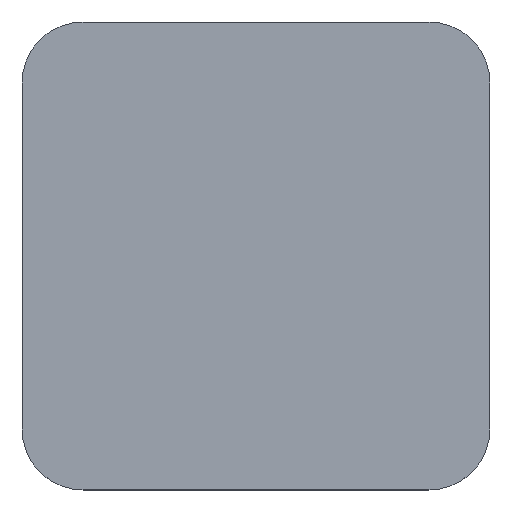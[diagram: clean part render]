
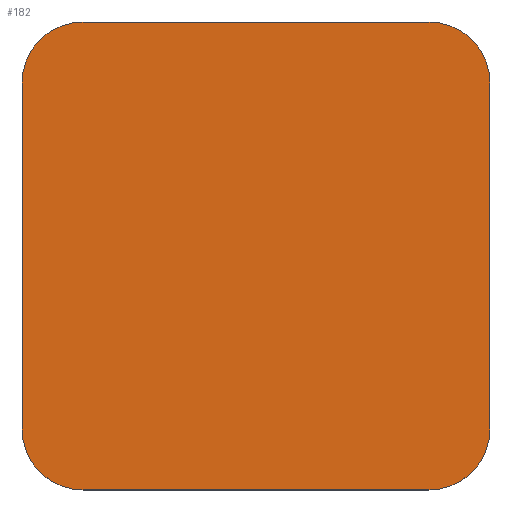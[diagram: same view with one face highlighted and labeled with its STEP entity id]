
A CAD part, top view. The second image highlights one B-rep face of the part: STEP entity #182.
In plain terms, the highlighted planar face has unit normal (0, 0, 1).
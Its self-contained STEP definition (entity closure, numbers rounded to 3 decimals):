
#20=PLANE('',#214);
#30=FACE_OUTER_BOUND('',#40,.T.);
#40=EDGE_LOOP('',(#161,#162,#163,#164,#165,#166,#167,#168));
#45=LINE('',#284,#61);
#51=LINE('',#304,#67);
#54=LINE('',#312,#70);
#56=LINE('',#318,#72);
#61=VECTOR('',#229,10.);
#67=VECTOR('',#249,10.);
#70=VECTOR('',#258,10.);
#72=VECTOR('',#266,10.);
#73=CIRCLE('',#198,7.);
#78=CIRCLE('',#206,7.);
#79=CIRCLE('',#209,7.);
#80=CIRCLE('',#212,7.);
#81=VERTEX_POINT('',#271);
#82=VERTEX_POINT('',#272);
#86=VERTEX_POINT('',#282);
#92=VERTEX_POINT('',#298);
#93=VERTEX_POINT('',#302);
#94=VERTEX_POINT('',#306);
#95=VERTEX_POINT('',#310);
#96=VERTEX_POINT('',#314);
#97=EDGE_CURVE('',#81,#82,#73,.T.);
#103=EDGE_CURVE('',#81,#86,#45,.T.);
#110=EDGE_CURVE('',#92,#86,#78,.T.);
#113=EDGE_CURVE('',#92,#93,#51,.T.);
#114=EDGE_CURVE('',#94,#93,#79,.T.);
#117=EDGE_CURVE('',#94,#95,#54,.T.);
#118=EDGE_CURVE('',#96,#95,#80,.T.);
#120=EDGE_CURVE('',#96,#82,#56,.T.);
#161=ORIENTED_EDGE('',*,*,#97,.F.);
#162=ORIENTED_EDGE('',*,*,#103,.T.);
#163=ORIENTED_EDGE('',*,*,#110,.F.);
#164=ORIENTED_EDGE('',*,*,#113,.T.);
#165=ORIENTED_EDGE('',*,*,#114,.F.);
#166=ORIENTED_EDGE('',*,*,#117,.T.);
#167=ORIENTED_EDGE('',*,*,#118,.F.);
#168=ORIENTED_EDGE('',*,*,#120,.T.);
#182=ADVANCED_FACE('',(#30),#20,.T.);
#198=AXIS2_PLACEMENT_3D('',#273,#219,#220);
#206=AXIS2_PLACEMENT_3D('',#299,#243,#244);
#209=AXIS2_PLACEMENT_3D('',#307,#252,#253);
#212=AXIS2_PLACEMENT_3D('',#315,#261,#262);
#214=AXIS2_PLACEMENT_3D('',#319,#267,#268);
#219=DIRECTION('center_axis',(0.,0.,-1.));
#220=DIRECTION('ref_axis',(0.707,0.707,0.));
#229=DIRECTION('',(-1.,0.,0.));
#243=DIRECTION('center_axis',(0.,0.,-1.));
#244=DIRECTION('ref_axis',(-0.707,0.707,0.));
#249=DIRECTION('',(0.,-1.,0.));
#252=DIRECTION('center_axis',(0.,0.,-1.));
#253=DIRECTION('ref_axis',(-0.707,-0.707,0.));
#258=DIRECTION('',(1.,0.,0.));
#261=DIRECTION('center_axis',(0.,0.,-1.));
#262=DIRECTION('ref_axis',(0.707,-0.707,0.));
#266=DIRECTION('',(0.,1.,0.));
#267=DIRECTION('center_axis',(0.,0.,1.));
#268=DIRECTION('ref_axis',(1.,0.,0.));
#271=CARTESIAN_POINT('',(19.85,26.85,2.));
#272=CARTESIAN_POINT('',(26.85,19.85,2.));
#273=CARTESIAN_POINT('Origin',(19.85,19.85,2.));
#282=CARTESIAN_POINT('',(-19.85,26.85,2.));
#284=CARTESIAN_POINT('',(-26.85,26.85,2.));
#298=CARTESIAN_POINT('',(-26.85,19.85,2.));
#299=CARTESIAN_POINT('Origin',(-19.85,19.85,2.));
#302=CARTESIAN_POINT('',(-26.85,-19.85,2.));
#304=CARTESIAN_POINT('',(-26.85,-26.85,2.));
#306=CARTESIAN_POINT('',(-19.85,-26.85,2.));
#307=CARTESIAN_POINT('Origin',(-19.85,-19.85,2.));
#310=CARTESIAN_POINT('',(19.85,-26.85,2.));
#312=CARTESIAN_POINT('',(26.85,-26.85,2.));
#314=CARTESIAN_POINT('',(26.85,-19.85,2.));
#315=CARTESIAN_POINT('Origin',(19.85,-19.85,2.));
#318=CARTESIAN_POINT('',(26.85,26.85,2.));
#319=CARTESIAN_POINT('Origin',(0.,0.,2.));
